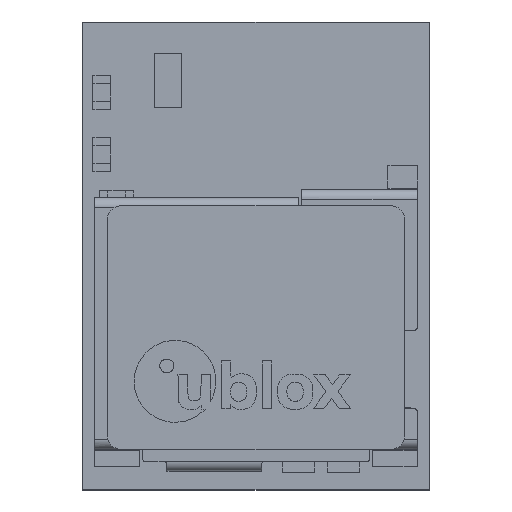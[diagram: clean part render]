
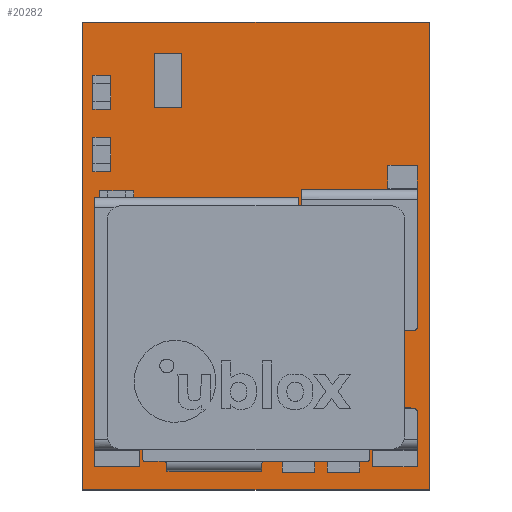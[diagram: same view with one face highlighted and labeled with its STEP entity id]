
A CAD part, top view. The second image highlights one B-rep face of the part: STEP entity #20282.
In plain terms, the highlighted planar face has unit normal (0, 0, 1).
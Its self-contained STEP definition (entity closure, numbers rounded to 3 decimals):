
#70 = DIRECTION ( 'NONE',  ( 0., 1., 0. ) ) ;
#1620 = EDGE_LOOP ( 'NONE', ( #16775, #8798, #22955, #6235 ) ) ;
#2641 = VECTOR ( 'NONE', #6632, 1000. ) ;
#3102 = EDGE_CURVE ( 'NONE', #3374, #17647, #7405, .T. ) ;
#3367 = VECTOR ( 'NONE', #11030, 1000. ) ;
#3374 = VERTEX_POINT ( 'NONE', #22816 ) ;
#4636 = VERTEX_POINT ( 'NONE', #18629 ) ;
#4946 = CARTESIAN_POINT ( 'NONE',  ( 0., 0., 0.505 ) ) ;
#5041 = PLANE ( 'NONE',  #5642 ) ;
#5642 = AXIS2_PLACEMENT_3D ( 'NONE', #4946, #22036, #20160 ) ;
#6235 = ORIENTED_EDGE ( 'NONE', *, *, #3102, .F. ) ;
#6632 = DIRECTION ( 'NONE',  ( 1., 0., 0. ) ) ;
#7405 = LINE ( 'NONE', #23894, #3367 ) ;
#8447 = CARTESIAN_POINT ( 'NONE',  ( 0., 0., 0.505 ) ) ;
#8798 = ORIENTED_EDGE ( 'NONE', *, *, #18437, .T. ) ;
#9086 = EDGE_CURVE ( 'NONE', #14187, #3374, #15450, .T. ) ;
#11030 = DIRECTION ( 'NONE',  ( 1., 0., 0. ) ) ;
#14187 = VERTEX_POINT ( 'NONE', #26524 ) ;
#15450 = LINE ( 'NONE', #17286, #25568 ) ;
#16775 = ORIENTED_EDGE ( 'NONE', *, *, #9086, .F. ) ;
#17286 = CARTESIAN_POINT ( 'NONE',  ( 0., 0., 0.505 ) ) ;
#17400 = LINE ( 'NONE', #8447, #2641 ) ;
#17647 = VERTEX_POINT ( 'NONE', #27082 ) ;
#18437 = EDGE_CURVE ( 'NONE', #14187, #4636, #17400, .T. ) ;
#18629 = CARTESIAN_POINT ( 'NONE',  ( 6.4, 0., 0.505 ) ) ;
#19322 = FACE_OUTER_BOUND ( 'NONE', #1620, .T. ) ;
#20112 = LINE ( 'NONE', #25435, #24503 ) ;
#20160 = DIRECTION ( 'NONE',  ( -1., 0., 0. ) ) ;
#20282 = ADVANCED_FACE ( 'NONE', ( #19322 ), #5041, .F. ) ;
#22036 = DIRECTION ( 'NONE',  ( 0., 0., -1. ) ) ;
#22632 = EDGE_CURVE ( 'NONE', #4636, #17647, #20112, .T. ) ;
#22816 = CARTESIAN_POINT ( 'NONE',  ( 0., 8.65, 0.505 ) ) ;
#22955 = ORIENTED_EDGE ( 'NONE', *, *, #22632, .T. ) ;
#23894 = CARTESIAN_POINT ( 'NONE',  ( 0., 8.65, 0.505 ) ) ;
#24503 = VECTOR ( 'NONE', #25616, 1000. ) ;
#25435 = CARTESIAN_POINT ( 'NONE',  ( 6.4, 0., 0.505 ) ) ;
#25568 = VECTOR ( 'NONE', #70, 1000. ) ;
#25616 = DIRECTION ( 'NONE',  ( 0., 1., 0. ) ) ;
#26524 = CARTESIAN_POINT ( 'NONE',  ( 0., 0., 0.505 ) ) ;
#27082 = CARTESIAN_POINT ( 'NONE',  ( 6.4, 8.65, 0.505 ) ) ;
